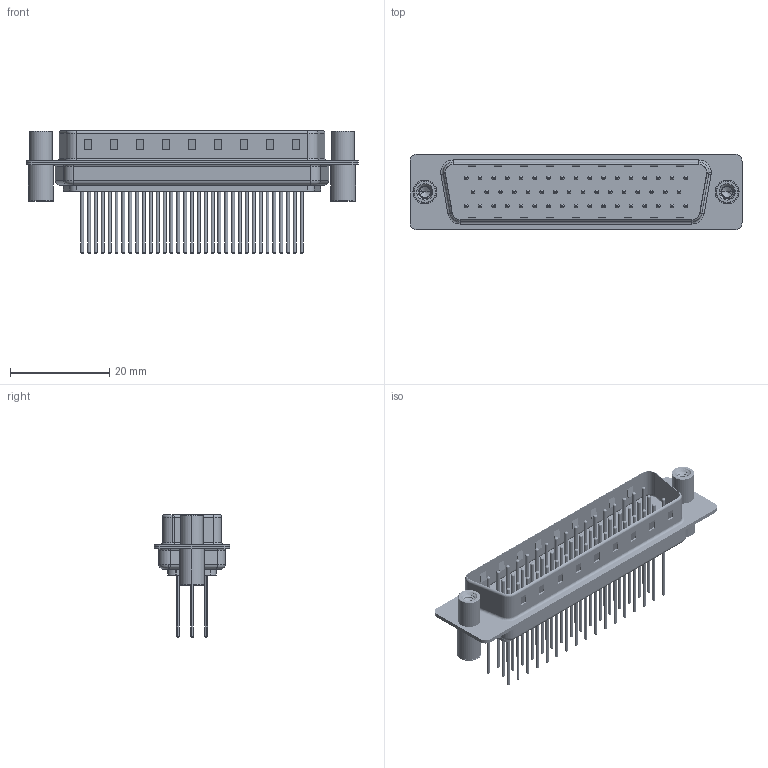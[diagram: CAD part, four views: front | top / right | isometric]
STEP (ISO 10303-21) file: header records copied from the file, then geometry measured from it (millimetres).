
FILE_DESCRIPTION (( 'STEP AP203' ), '1' );
FILE_NAME ('627-M50-623-BN4.STEP', '2020-07-17T21:22:19', ( '' ), ( '' ), 'SwSTEP 2.0', 'SolidWorks 2020', '' );
FILE_SCHEMA (( 'CONFIG_CONTROL_DESIGN' ));
Length unit declared in the file: millimetre
Products named in the file (8): 627-M50-623-BN4; 627M Contact Row 2_23; 627M Shell Front_50 Contacts; 627M Housing_50 Contacts; 627M Contact Row 1_23; 627M 4-40 Threaded Standoff and Board Spacer; 627M Contact Row 3_23; 627M Shell Rear_50 Contacts
Assembly tree (55 placements, depth 2):
  627-M50-623-BN4
    627M Housing_50 Contacts
    627M Shell Front_50 Contacts
    627M Shell Rear_50 Contacts
    627M Contact Row 1_23  x17
    627M Contact Row 2_23  x16
    627M Contact Row 3_23  x17
    627M 4-40 Threaded Standoff and Board Spacer  x2
Bounding box: 67 x 15.3 x 24.77 mm (x, y, z)
Volume: 4909 mm3; surface area: 11875.8 mm2
Topology: 55 solids, 55 shells, 2348 faces, 4983 edges, 3004 vertices
Faces by surface type: cylinder 893, torus 854, plane 559, cone 30, bspline 12
Entity records: 31121 total; most frequent: CARTESIAN_POINT 6797, DIRECTION 5034, ORIENTED_EDGE 4306, EDGE_CURVE 2153, AXIS2_PLACEMENT_3D 2020, VERTEX_POINT 1379, EDGE_LOOP 1178, CIRCLE 1059
